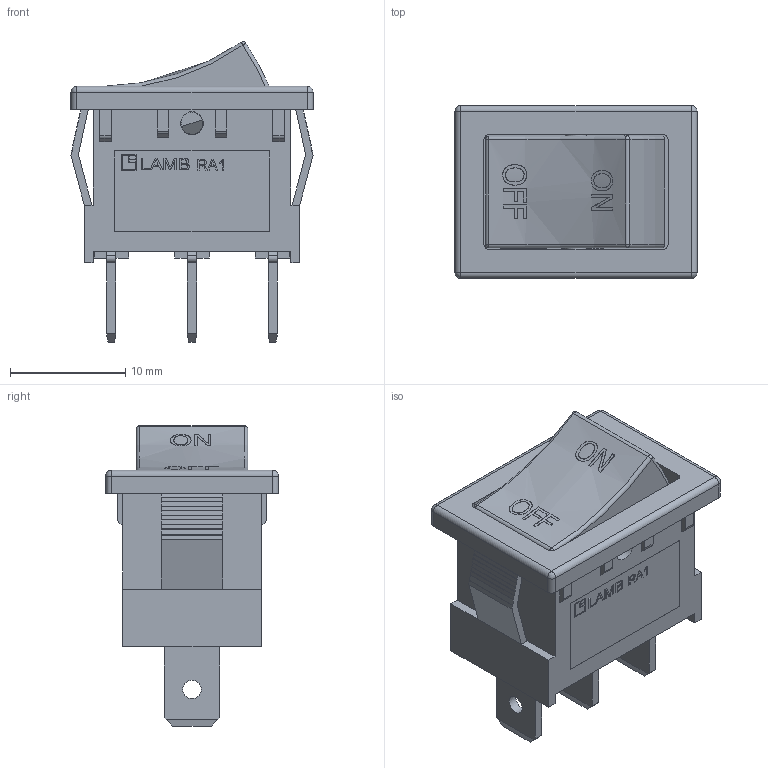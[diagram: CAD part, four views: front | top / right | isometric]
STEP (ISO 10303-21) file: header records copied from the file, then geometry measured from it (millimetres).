
FILE_DESCRIPTION(/* description */ (''),/* implementation_level */ '2;1');
FILE_NAME(/* name */ 'RA111C1023117.stp',/* time_stamp */ '2022-02-21T22:29:24-06:00',/* author */ ('mwilliams'),/* organization */ (''),/* preprocessor_version */ 'ST-DEVELOPER v18',/* originating_system */ 'Autodesk Inventor 2020',/* authorisation */ '');
FILE_SCHEMA (('AUTOMOTIVE_DESIGN { 1 0 10303 214 3 1 1 }'));
Length unit declared in the file: inch
Products named in the file (1): RA111C1023117_Shrinkwrap_1
Bounding box: 21 x 15 x 26.08 mm (x, y, z)
Volume: 1905.1 mm3; surface area: 3616.2 mm2
Topology: 5 solids, 5 shells, 509 faces, 1370 edges, 902 vertices
Faces by surface type: plane 365, bspline 81, cylinder 49, sphere 8, torus 6
Full cylindrical faces by diameter (mm): 1.6 x3, 2 x2
Entity records: 23300 total; most frequent: CARTESIAN_POINT 10444, ORIENTED_EDGE 2728, DIRECTION 2148, EDGE_CURVE 1364, LINE 1050, VECTOR 1050, VERTEX_POINT 902, EDGE_LOOP 560
